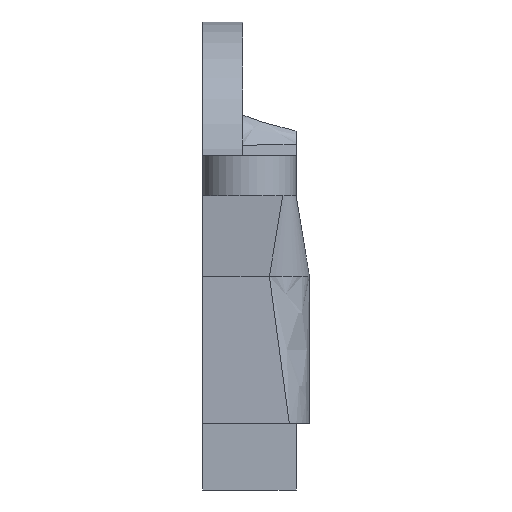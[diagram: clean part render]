
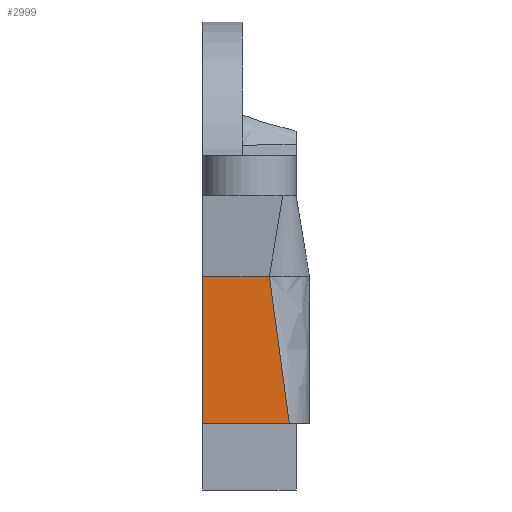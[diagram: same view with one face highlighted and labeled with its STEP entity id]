
A CAD part, front view. The second image highlights one B-rep face of the part: STEP entity #2999.
In plain terms, the highlighted free-form (B-spline) face has degree [1, 1] with [2, 2] control points.
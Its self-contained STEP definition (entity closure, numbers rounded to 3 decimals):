
#62 = VERTEX_POINT('',#63);
#63 = CARTESIAN_POINT('',(34.,-55.,17.));
#76 = B_SPLINE_SURFACE_WITH_KNOTS('',1,1,(
    (#77,#78)
    ,(#79,#80
    )),.UNSPECIFIED.,.F.,.F.,.F.,(2,2),(2,2),(0.,24.429),(0.,1.),
  .PIECEWISE_BEZIER_KNOTS.);
#77 = CARTESIAN_POINT('',(34.,-43.792,17.));
#78 = CARTESIAN_POINT('',(34.,-30.45,6.));
#79 = CARTESIAN_POINT('',(34.,-55.,17.));
#80 = CARTESIAN_POINT('',(34.,-54.879,6.));
#101 = B_SPLINE_SURFACE_WITH_KNOTS('',1,1,(
    (#102,#103)
    ,(#104,#105
    )),.UNSPECIFIED.,.F.,.F.,.F.,(2,2),(2,2),(0.,5.999),(0.,1.),
  .PIECEWISE_BEZIER_KNOTS.);
#102 = CARTESIAN_POINT('',(34.,-55.,17.));
#103 = CARTESIAN_POINT('',(34.,-55.419,23.));
#104 = CARTESIAN_POINT('',(39.,-55.,17.));
#105 = CARTESIAN_POINT('',(39.999,-55.419,23.));
#908 = EDGE_CURVE('',#62,#909,#911,.T.);
#909 = VERTEX_POINT('',#910);
#910 = CARTESIAN_POINT('',(39.,-55.,17.));
#911 = SURFACE_CURVE('',#912,(#916,#922),.PCURVE_S1.);
#912 = LINE('',#913,#914);
#913 = CARTESIAN_POINT('',(34.,-55.,17.));
#914 = VECTOR('',#915,1.);
#915 = DIRECTION('',(1.,0.,0.));
#916 = PCURVE('',#101,#917);
#917 = DEFINITIONAL_REPRESENTATION('',(#918),#921);
#918 = B_SPLINE_CURVE_WITH_KNOTS('',1,(#919,#920),.UNSPECIFIED.,.F.,.F.,
  (2,2),(0.,5.),.PIECEWISE_BEZIER_KNOTS.);
#919 = CARTESIAN_POINT('',(0.,0.));
#920 = CARTESIAN_POINT('',(5.999,0.));
#921 = ( GEOMETRIC_REPRESENTATION_CONTEXT(2) 
PARAMETRIC_REPRESENTATION_CONTEXT() REPRESENTATION_CONTEXT('2D SPACE',''
  ) );
#922 = PCURVE('',#923,#928);
#923 = B_SPLINE_SURFACE_WITH_KNOTS('',1,1,(
    (#924,#925)
    ,(#926,#927
    )),.UNSPECIFIED.,.F.,.F.,.F.,(2,2),(2,2),(0.,6.493),(0.,1.)
  ,.PIECEWISE_BEZIER_KNOTS.);
#924 = CARTESIAN_POINT('',(34.,-55.,17.));
#925 = CARTESIAN_POINT('',(34.,-54.879,6.));
#926 = CARTESIAN_POINT('',(39.,-55.,17.));
#927 = CARTESIAN_POINT('',(40.493,-54.879,6.));
#928 = DEFINITIONAL_REPRESENTATION('',(#929),#932);
#929 = B_SPLINE_CURVE_WITH_KNOTS('',1,(#930,#931),.UNSPECIFIED.,.F.,.F.,
  (2,2),(0.,5.),.PIECEWISE_BEZIER_KNOTS.);
#930 = CARTESIAN_POINT('',(0.,0.));
#931 = CARTESIAN_POINT('',(6.493,0.));
#932 = ( GEOMETRIC_REPRESENTATION_CONTEXT(2) 
PARAMETRIC_REPRESENTATION_CONTEXT() REPRESENTATION_CONTEXT('2D SPACE',''
  ) );
#999 = EDGE_CURVE('',#62,#1000,#1002,.T.);
#1000 = VERTEX_POINT('',#1001);
#1001 = CARTESIAN_POINT('',(34.,-54.879,6.));
#1002 = SURFACE_CURVE('',#1003,(#1006,#1012),.PCURVE_S1.);
#1003 = B_SPLINE_CURVE_WITH_KNOTS('',1,(#1004,#1005),.UNSPECIFIED.,.F.,
  .F.,(2,2),(0.,1.),.PIECEWISE_BEZIER_KNOTS.);
#1004 = CARTESIAN_POINT('',(34.,-55.,17.));
#1005 = CARTESIAN_POINT('',(34.,-54.879,6.));
#1006 = PCURVE('',#76,#1007);
#1007 = DEFINITIONAL_REPRESENTATION('',(#1008),#1011);
#1008 = B_SPLINE_CURVE_WITH_KNOTS('',1,(#1009,#1010),.UNSPECIFIED.,.F.,
  .F.,(2,2),(0.,1.),.PIECEWISE_BEZIER_KNOTS.);
#1009 = CARTESIAN_POINT('',(24.429,0.));
#1010 = CARTESIAN_POINT('',(24.429,1.));
#1011 = ( GEOMETRIC_REPRESENTATION_CONTEXT(2) 
PARAMETRIC_REPRESENTATION_CONTEXT() REPRESENTATION_CONTEXT('2D SPACE',''
  ) );
#1012 = PCURVE('',#923,#1013);
#1013 = DEFINITIONAL_REPRESENTATION('',(#1014),#1017);
#1014 = B_SPLINE_CURVE_WITH_KNOTS('',1,(#1015,#1016),.UNSPECIFIED.,.F.,
  .F.,(2,2),(0.,1.),.PIECEWISE_BEZIER_KNOTS.);
#1015 = CARTESIAN_POINT('',(0.,0.));
#1016 = CARTESIAN_POINT('',(0.,1.));
#1017 = ( GEOMETRIC_REPRESENTATION_CONTEXT(2) 
PARAMETRIC_REPRESENTATION_CONTEXT() REPRESENTATION_CONTEXT('2D SPACE',''
  ) );
#1032 = PLANE('',#1033);
#1033 = AXIS2_PLACEMENT_3D('',#1034,#1035,#1036);
#1034 = CARTESIAN_POINT('',(37.719,-42.789,6.));
#1035 = DIRECTION('',(0.,0.,1.));
#1036 = DIRECTION('',(0.,1.,0.));
#2999 = ADVANCED_FACE('',(#3000),#923,.F.);
#3000 = FACE_BOUND('',#3001,.F.);
#3001 = EDGE_LOOP('',(#3002,#3003,#3042,#3062));
#3002 = ORIENTED_EDGE('',*,*,#908,.T.);
#3003 = ORIENTED_EDGE('',*,*,#3004,.T.);
#3004 = EDGE_CURVE('',#909,#3005,#3007,.T.);
#3005 = VERTEX_POINT('',#3006);
#3006 = CARTESIAN_POINT('',(40.493,-54.879,6.));
#3007 = SURFACE_CURVE('',#3008,(#3011,#3017),.PCURVE_S1.);
#3008 = B_SPLINE_CURVE_WITH_KNOTS('',1,(#3009,#3010),.UNSPECIFIED.,.F.,
  .F.,(2,2),(0.,1.),.PIECEWISE_BEZIER_KNOTS.);
#3009 = CARTESIAN_POINT('',(39.,-55.,17.));
#3010 = CARTESIAN_POINT('',(40.493,-54.879,6.));
#3011 = PCURVE('',#923,#3012);
#3012 = DEFINITIONAL_REPRESENTATION('',(#3013),#3016);
#3013 = B_SPLINE_CURVE_WITH_KNOTS('',1,(#3014,#3015),.UNSPECIFIED.,.F.,
  .F.,(2,2),(0.,1.),.PIECEWISE_BEZIER_KNOTS.);
#3014 = CARTESIAN_POINT('',(6.493,0.));
#3015 = CARTESIAN_POINT('',(6.493,1.));
#3016 = ( GEOMETRIC_REPRESENTATION_CONTEXT(2) 
PARAMETRIC_REPRESENTATION_CONTEXT() REPRESENTATION_CONTEXT('2D SPACE',''
  ) );
#3017 = PCURVE('',#3018,#3037);
#3018 = B_SPLINE_SURFACE_WITH_KNOTS('',8,1,(
    (#3019,#3020)
    ,(#3021,#3022)
    ,(#3023,#3024)
    ,(#3025,#3026)
    ,(#3027,#3028)
    ,(#3029,#3030)
    ,(#3031,#3032)
    ,(#3033,#3034)
    ,(#3035,#3036
    )),.UNSPECIFIED.,.F.,.F.,.F.,(9,9),(2,2),(4.712,
    6.292),(0.,1.),.PIECEWISE_BEZIER_KNOTS.);
#3019 = CARTESIAN_POINT('',(39.,-55.,17.));
#3020 = CARTESIAN_POINT('',(40.493,-54.879,6.));
#3021 = CARTESIAN_POINT('',(39.593,-55.,17.));
#3022 = CARTESIAN_POINT('',(40.851,-54.508,6.));
#3023 = CARTESIAN_POINT('',(40.185,-54.866,
    17.));
#3024 = CARTESIAN_POINT('',(41.168,-54.097,6.));
#3025 = CARTESIAN_POINT('',(40.742,-54.599,
    17.));
#3026 = CARTESIAN_POINT('',(41.44,-53.653,6.));
#3027 = CARTESIAN_POINT('',(41.229,-54.209,
    17.));
#3028 = CARTESIAN_POINT('',(41.662,-53.18,6.));
#3029 = CARTESIAN_POINT('',(41.615,-53.718,
    17.));
#3030 = CARTESIAN_POINT('',(41.83,-52.686,6.));
#3031 = CARTESIAN_POINT('',(41.877,-53.159,17.));
#3032 = CARTESIAN_POINT('',(41.943,-52.177,6.));
#3033 = CARTESIAN_POINT('',(42.005,-52.565,17.));
#3034 = CARTESIAN_POINT('',(42.,-51.661,6.));
#3035 = CARTESIAN_POINT('',(42.,-51.972,17.));
#3036 = CARTESIAN_POINT('',(42.,-51.146,6.));
#3037 = DEFINITIONAL_REPRESENTATION('',(#3038),#3041);
#3038 = B_SPLINE_CURVE_WITH_KNOTS('',1,(#3039,#3040),.UNSPECIFIED.,.F.,
  .F.,(2,2),(0.,1.),.PIECEWISE_BEZIER_KNOTS.);
#3039 = CARTESIAN_POINT('',(4.712,0.));
#3040 = CARTESIAN_POINT('',(4.712,1.));
#3041 = ( GEOMETRIC_REPRESENTATION_CONTEXT(2) 
PARAMETRIC_REPRESENTATION_CONTEXT() REPRESENTATION_CONTEXT('2D SPACE',''
  ) );
#3042 = ORIENTED_EDGE('',*,*,#3043,.F.);
#3043 = EDGE_CURVE('',#1000,#3005,#3044,.T.);
#3044 = SURFACE_CURVE('',#3045,(#3049,#3055),.PCURVE_S1.);
#3045 = LINE('',#3046,#3047);
#3046 = CARTESIAN_POINT('',(34.,-54.879,6.));
#3047 = VECTOR('',#3048,1.);
#3048 = DIRECTION('',(1.,0.,0.));
#3049 = PCURVE('',#923,#3050);
#3050 = DEFINITIONAL_REPRESENTATION('',(#3051),#3054);
#3051 = B_SPLINE_CURVE_WITH_KNOTS('',1,(#3052,#3053),.UNSPECIFIED.,.F.,
  .F.,(2,2),(0.,6.493),.PIECEWISE_BEZIER_KNOTS.);
#3052 = CARTESIAN_POINT('',(0.,1.));
#3053 = CARTESIAN_POINT('',(6.493,1.));
#3054 = ( GEOMETRIC_REPRESENTATION_CONTEXT(2) 
PARAMETRIC_REPRESENTATION_CONTEXT() REPRESENTATION_CONTEXT('2D SPACE',''
  ) );
#3055 = PCURVE('',#1032,#3056);
#3056 = DEFINITIONAL_REPRESENTATION('',(#3057),#3061);
#3057 = LINE('',#3058,#3059);
#3058 = CARTESIAN_POINT('',(-12.09,3.719));
#3059 = VECTOR('',#3060,1.);
#3060 = DIRECTION('',(0.,-1.));
#3061 = ( GEOMETRIC_REPRESENTATION_CONTEXT(2) 
PARAMETRIC_REPRESENTATION_CONTEXT() REPRESENTATION_CONTEXT('2D SPACE',''
  ) );
#3062 = ORIENTED_EDGE('',*,*,#999,.F.);
